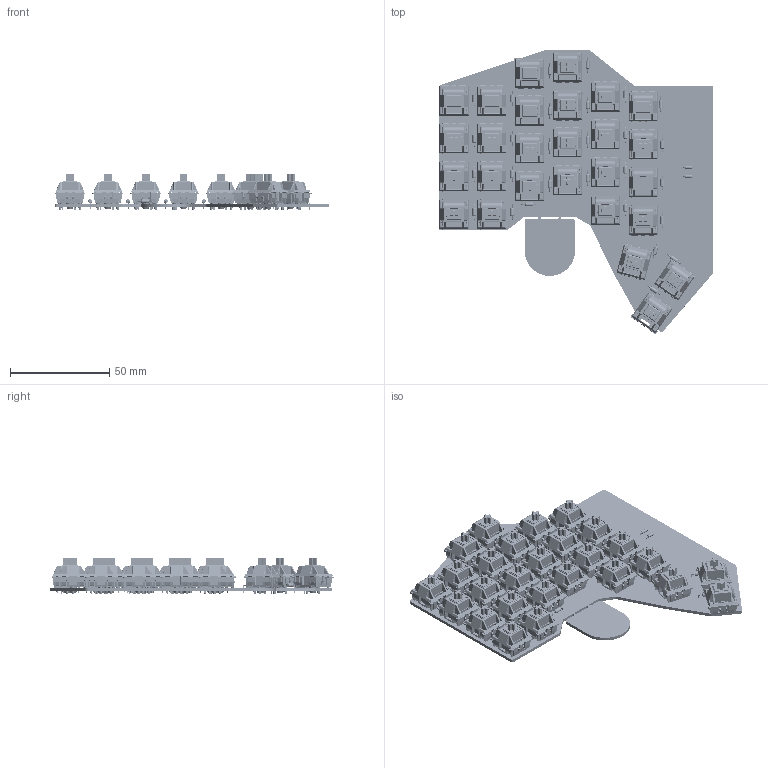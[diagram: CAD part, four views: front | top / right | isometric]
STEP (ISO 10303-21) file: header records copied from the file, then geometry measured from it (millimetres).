
FILE_DESCRIPTION(('KiCad electronic assembly'),'2;1');
FILE_NAME('xtremekeyboard1.step','2024-04-07T13:29:15',('Pcbnew'),( 'Kicad'),'Open CASCADE STEP processor 7.7','KiCad to STEP converter' ,'Unknown');
FILE_SCHEMA(('AUTOMOTIVE_DESIGN { 1 0 10303 214 1 1 1 1 }'));
Length unit declared in the file: millimetre
Products named in the file (8): xtremekeyboard1 1; SW_Cherry_MX_PCB; SW_Cherry_MX_PCB_cp; D_DO-35_SOD27_P7.62mm_Horizontal; R_Axial_DIN0204_L3.6mm_D1.6mm_P5.08mm_Horizontal; R_Axial_DIN0204_L36mm_D16mm_P508mm_Horizontal; xtremekeyboard1_PCB
Assembly tree (61 placements, depth 3):
  xtremekeyboard1 1
    SW_Cherry_MX_PCB  x27
      SW_Cherry_MX_PCB_cp
    D_DO-35_SOD27_P7.62mm_Horizontal  x28
      D_DO-35_SOD27_P7.62mm_Horizontal
    R_Axial_DIN0204_L3.6mm_D1.6mm_P5.08mm_Horizontal  x2
      R_Axial_DIN0204_L36mm_D16mm_P508mm_Horizontal
    xtremekeyboard1_PCB
Bounding box: 138.49 x 142.87 x 18.6 mm (x, y, z)
Volume: 49309.8 mm3; surface area: 117824.7 mm2
Topology: 248 solids, 248 shells, 26125 faces, 68338 edges, 43043 vertices
Faces by surface type: plane 16157, cylinder 7040, torus 1092, bspline 864, sphere 702, cone 270
Full cylindrical faces by diameter (mm): 0.5 x88, 1.44 x2, 1.6 x4, 2 x56, 2.02 x28
Entity records: 53128 total; most frequent: CARTESIAN_POINT 16443, ORIENTED_EDGE 6314, DIRECTION 5879, EDGE_CURVE 3157, LINE 2473, VECTOR 2473, VERTEX_POINT 2013, AXIS2_PLACEMENT_3D 1703
